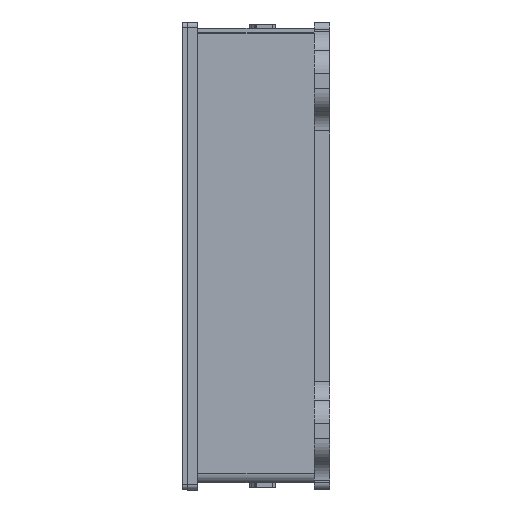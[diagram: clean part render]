
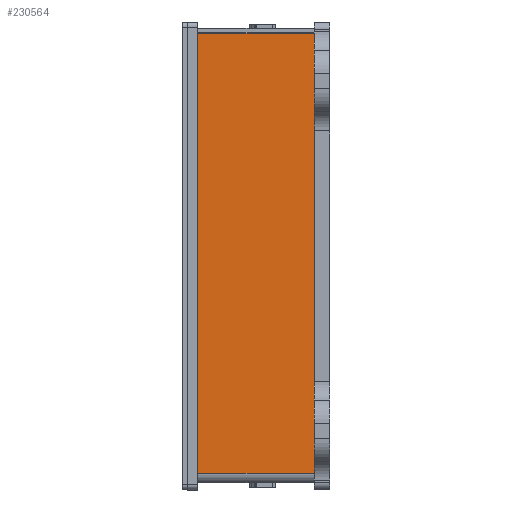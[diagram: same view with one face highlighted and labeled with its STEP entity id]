
A CAD part, left-side view. The second image highlights one B-rep face of the part: STEP entity #230564.
In plain terms, the highlighted planar face has unit normal (-1, 0, 0).
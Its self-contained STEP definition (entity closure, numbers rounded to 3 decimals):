
#4315 = ORIENTED_EDGE ( 'NONE', *, *, #4846, .T. ) ;
#4817 = CARTESIAN_POINT ( 'NONE',  ( -83.462, 21.439, 0.9 ) ) ;
#4846 = EDGE_CURVE ( 'NONE', #273930, #103177, #18228, .T. ) ;
#18228 = LINE ( 'NONE', #69842, #218994 ) ;
#25944 = EDGE_LOOP ( 'NONE', ( #167775, #4315, #233703, #232627 ) ) ;
#37147 = DIRECTION ( 'NONE',  ( 0., 0., -1. ) ) ;
#46083 = CARTESIAN_POINT ( 'NONE',  ( -83.462, 0., 0. ) ) ;
#51243 = LINE ( 'NONE', #75496, #258780 ) ;
#62327 = FACE_OUTER_BOUND ( 'NONE', #25944, .T. ) ;
#69842 = CARTESIAN_POINT ( 'NONE',  ( -83.462, 21.439, 0. ) ) ;
#75046 = VERTEX_POINT ( 'NONE', #117036 ) ;
#75496 = CARTESIAN_POINT ( 'NONE',  ( -83.462, 0., 86.5 ) ) ;
#76653 = LINE ( 'NONE', #230803, #230695 ) ;
#79290 = VERTEX_POINT ( 'NONE', #167599 ) ;
#94545 = EDGE_CURVE ( 'NONE', #75046, #79290, #217008, .T. ) ;
#103177 = VERTEX_POINT ( 'NONE', #123566 ) ;
#109704 = PLANE ( 'NONE',  #198305 ) ;
#117036 = CARTESIAN_POINT ( 'NONE',  ( -83.462, 46.239, 86.5 ) ) ;
#120139 = VECTOR ( 'NONE', #37147, 1000. ) ;
#123566 = CARTESIAN_POINT ( 'NONE',  ( -83.462, 21.439, 86.5 ) ) ;
#144152 = EDGE_CURVE ( 'NONE', #273930, #79290, #76653, .T. ) ;
#167599 = CARTESIAN_POINT ( 'NONE',  ( -83.462, 46.239, 0.9 ) ) ;
#167775 = ORIENTED_EDGE ( 'NONE', *, *, #144152, .F. ) ;
#175173 = DIRECTION ( 'NONE',  ( 0., 0., -1. ) ) ;
#184747 = EDGE_CURVE ( 'NONE', #103177, #75046, #51243, .T. ) ;
#198305 = AXIS2_PLACEMENT_3D ( 'NONE', #46083, #219096, #175173 ) ;
#208308 = DIRECTION ( 'NONE',  ( 0., 1., 0. ) ) ;
#217008 = LINE ( 'NONE', #229940, #120139 ) ;
#218994 = VECTOR ( 'NONE', #260749, 1000. ) ;
#219096 = DIRECTION ( 'NONE',  ( 1., 0., 0. ) ) ;
#224242 = DIRECTION ( 'NONE',  ( 0., 1., 0. ) ) ;
#229940 = CARTESIAN_POINT ( 'NONE',  ( -83.462, 46.239, 0. ) ) ;
#230564 = ADVANCED_FACE ( 'NONE', ( #62327 ), #109704, .F. ) ;
#230695 = VECTOR ( 'NONE', #208308, 1000. ) ;
#230803 = CARTESIAN_POINT ( 'NONE',  ( -83.462, 46.239, 0.9 ) ) ;
#232627 = ORIENTED_EDGE ( 'NONE', *, *, #94545, .T. ) ;
#233703 = ORIENTED_EDGE ( 'NONE', *, *, #184747, .T. ) ;
#258780 = VECTOR ( 'NONE', #224242, 1000. ) ;
#260749 = DIRECTION ( 'NONE',  ( 0., 0., 1. ) ) ;
#273930 = VERTEX_POINT ( 'NONE', #4817 ) ;
